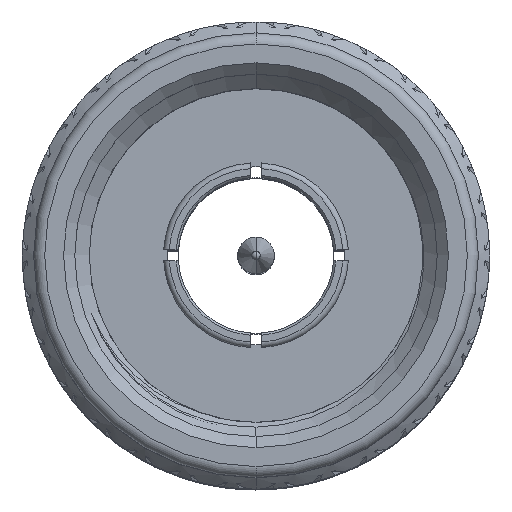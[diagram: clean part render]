
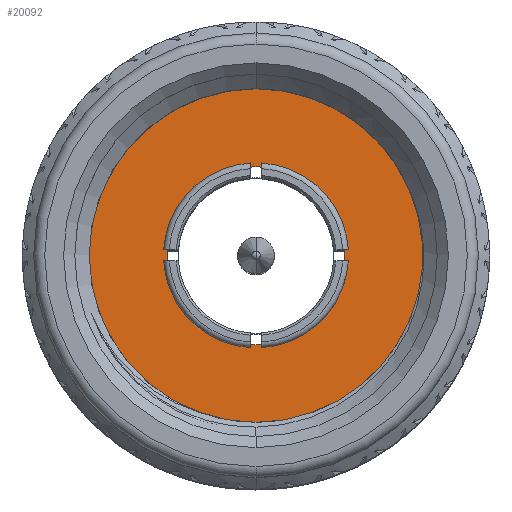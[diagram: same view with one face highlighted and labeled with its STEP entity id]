
A CAD part, top view. The second image highlights one B-rep face of the part: STEP entity #20092.
In plain terms, the highlighted planar face has unit normal (0, 0, 1).
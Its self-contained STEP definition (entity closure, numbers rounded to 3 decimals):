
#4119 = FACE_OUTER_BOUND ( 'NONE', #96362, .T. ) ;
#8279 = DIRECTION ( 'NONE',  ( 0., 0., -1. ) ) ;
#10398 = EDGE_CURVE ( 'NONE', #16822, #22431, #106258, .T. ) ;
#16822 = VERTEX_POINT ( 'NONE', #186721 ) ;
#20092 = ADVANCED_FACE ( 'NONE', ( #4119, #180928 ), #56222, .F. ) ;
#22246 = AXIS2_PLACEMENT_3D ( 'NONE', #203981, #96587, #169270 ) ;
#22431 = VERTEX_POINT ( 'NONE', #85792 ) ;
#32390 = ORIENTED_EDGE ( 'NONE', *, *, #185064, .T. ) ;
#38983 = VERTEX_POINT ( 'NONE', #55421 ) ;
#44858 = CIRCLE ( 'NONE', #118633, 7.85 ) ;
#49161 = CARTESIAN_POINT ( 'NONE',  ( 0., 0., 15.66 ) ) ;
#55305 = AXIS2_PLACEMENT_3D ( 'NONE', #175281, #196069, #138389 ) ;
#55421 = CARTESIAN_POINT ( 'NONE',  ( 0., -4., 15.66 ) ) ;
#56222 = PLANE ( 'NONE',  #125095 ) ;
#81282 = EDGE_LOOP ( 'NONE', ( #135531, #32390 ) ) ;
#82795 = ORIENTED_EDGE ( 'NONE', *, *, #10398, .F. ) ;
#85792 = CARTESIAN_POINT ( 'NONE',  ( 0., -7.85, 15.66 ) ) ;
#96362 = EDGE_LOOP ( 'NONE', ( #82795, #154176 ) ) ;
#96587 = DIRECTION ( 'NONE',  ( 0., 0., -1. ) ) ;
#106258 = CIRCLE ( 'NONE', #113693, 7.85 ) ;
#108241 = CARTESIAN_POINT ( 'NONE',  ( 0., 0., 15.66 ) ) ;
#110713 = CIRCLE ( 'NONE', #22246, 4. ) ;
#113693 = AXIS2_PLACEMENT_3D ( 'NONE', #49161, #119658, #214275 ) ;
#118633 = AXIS2_PLACEMENT_3D ( 'NONE', #199000, #8279, #179384 ) ;
#119658 = DIRECTION ( 'NONE',  ( 0., 0., -1. ) ) ;
#125095 = AXIS2_PLACEMENT_3D ( 'NONE', #108241, #162469, #196024 ) ;
#135531 = ORIENTED_EDGE ( 'NONE', *, *, #181950, .T. ) ;
#137595 = VERTEX_POINT ( 'NONE', #175751 ) ;
#138389 = DIRECTION ( 'NONE',  ( 0., 1., 0. ) ) ;
#154176 = ORIENTED_EDGE ( 'NONE', *, *, #212655, .F. ) ;
#162469 = DIRECTION ( 'NONE',  ( 0., 0., -1. ) ) ;
#169270 = DIRECTION ( 'NONE',  ( 0., 1., 0. ) ) ;
#175281 = CARTESIAN_POINT ( 'NONE',  ( 0., 0., 15.66 ) ) ;
#175751 = CARTESIAN_POINT ( 'NONE',  ( 0., 4., 15.66 ) ) ;
#179384 = DIRECTION ( 'NONE',  ( 0., 1., 0. ) ) ;
#180928 = FACE_BOUND ( 'NONE', #81282, .T. ) ;
#181950 = EDGE_CURVE ( 'NONE', #137595, #38983, #202898, .T. ) ;
#185064 = EDGE_CURVE ( 'NONE', #38983, #137595, #110713, .T. ) ;
#186721 = CARTESIAN_POINT ( 'NONE',  ( 0., 7.85, 15.66 ) ) ;
#196024 = DIRECTION ( 'NONE',  ( 0., 1., 0. ) ) ;
#196069 = DIRECTION ( 'NONE',  ( 0., 0., -1. ) ) ;
#199000 = CARTESIAN_POINT ( 'NONE',  ( 0., 0., 15.66 ) ) ;
#202898 = CIRCLE ( 'NONE', #55305, 4. ) ;
#203981 = CARTESIAN_POINT ( 'NONE',  ( 0., 0., 15.66 ) ) ;
#212655 = EDGE_CURVE ( 'NONE', #22431, #16822, #44858, .T. ) ;
#214275 = DIRECTION ( 'NONE',  ( 0., 1., 0. ) ) ;
